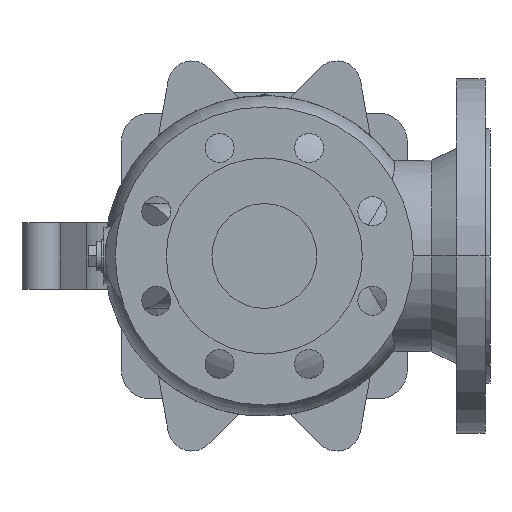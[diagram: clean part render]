
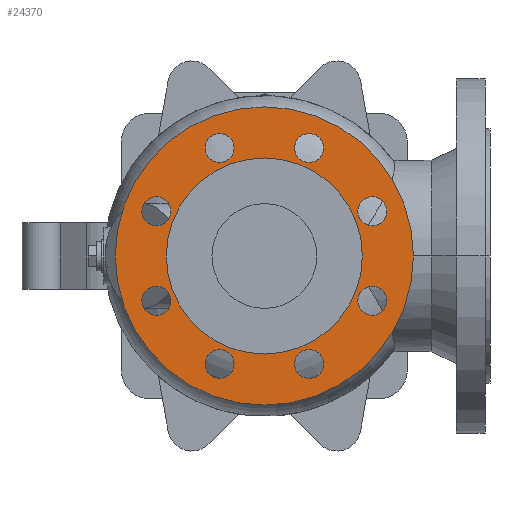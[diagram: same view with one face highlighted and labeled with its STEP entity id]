
A CAD part, front view. The second image highlights one B-rep face of the part: STEP entity #24370.
In plain terms, the highlighted planar face has unit normal (0, -1, 0).
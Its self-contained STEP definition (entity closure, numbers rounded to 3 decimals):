
#3080=CARTESIAN_POINT('',(-60.8,3.,0.))
;
#3090=VERTEX_POINT('',#3080);
#3250=CARTESIAN_POINT('',(60.8,3.,0.));
#3260=VERTEX_POINT('',#3250);
#3290=CARTESIAN_POINT('',(0.,3.,0.));
#3300=DIRECTION('',(0.,-1.,-0.));
#3310=DIRECTION('',(-1.,0.,0.));
#3320=AXIS2_PLACEMENT_3D('',#3290,#3300,#3310);
#3330=CIRCLE('',#3320,60.8);
#3340=EDGE_CURVE('',#3090,#3260,#3330,.T.);
#3480=CARTESIAN_POINT('',(92.5,3.,0.));
#3490=VERTEX_POINT('',#3480);
#3670=CARTESIAN_POINT('',(-92.5,3.,0.))
;
#3680=VERTEX_POINT('',#3670);
#3710=CARTESIAN_POINT('',(0.,3.,0.));
#3720=DIRECTION('',(0.,-1.,-0.));
#3730=DIRECTION('',(-1.,0.,0.));
#3740=AXIS2_PLACEMENT_3D('',#3710,#3720,#3730);
#3750=CIRCLE('',#3740,92.5);
#3760=EDGE_CURVE('',#3680,#3490,#3750,.T.);
#6230=CARTESIAN_POINT('',(-57.981,3.,
-27.745));
#6240=VERTEX_POINT('',#6230);
#6400=CARTESIAN_POINT('',(-75.981,3.,
-27.745));
#6410=VERTEX_POINT('',#6400);
#6440=CARTESIAN_POINT('',(-66.981,3.,
-27.745));
#6450=DIRECTION('',(0.,1.,0.));
#6460=DIRECTION('',(-1.,0.,0.));
#6470=AXIS2_PLACEMENT_3D('',#6440,#6450,#6460);
#6480=CIRCLE('',#6470,9.);
#6490=EDGE_CURVE('',#6410,#6240,#6480,.T.);
#6650=CARTESIAN_POINT('',(-57.981,3.,
27.745));
#6660=VERTEX_POINT('',#6650);
#6690=CARTESIAN_POINT('',(-66.981,3.,
27.745));
#6700=DIRECTION('',(0.,1.,0.));
#6710=DIRECTION('',(-1.,0.,0.));
#6720=AXIS2_PLACEMENT_3D('',#6690,#6700,#6710);
#6730=CIRCLE('',#6720,9.);
#6740=CARTESIAN_POINT('',(-75.981,3.,
27.745));
#6750=VERTEX_POINT('',#6740);
#6760=EDGE_CURVE('',#6660,#6750,#6730,.T.);
#7070=CARTESIAN_POINT('',(-36.745,3.,66.981));
#7080=VERTEX_POINT('',#7070);
#7240=CARTESIAN_POINT('',(-18.745,3.,
66.981));
#7250=VERTEX_POINT('',#7240);
#7280=CARTESIAN_POINT('',(-27.745,3.,
66.981));
#7290=DIRECTION('',(0.,1.,0.));
#7300=DIRECTION('',(-1.,0.,0.));
#7310=AXIS2_PLACEMENT_3D('',#7280,#7290,#7300);
#7320=CIRCLE('',#7310,9.);
#7330=EDGE_CURVE('',#7250,#7080,#7320,.T.);
#7490=CARTESIAN_POINT('',(36.745,3.,
66.981));
#7500=VERTEX_POINT('',#7490);
#7660=CARTESIAN_POINT('',(18.745,3.,
66.981));
#7670=VERTEX_POINT('',#7660);
#7700=CARTESIAN_POINT('',(27.745,3.,
66.981));
#7710=DIRECTION('',(0.,1.,0.));
#7720=DIRECTION('',(-1.,0.,0.));
#7730=AXIS2_PLACEMENT_3D('',#7700,#7710,#7720);
#7740=CIRCLE('',#7730,9.);
#7750=EDGE_CURVE('',#7670,#7500,#7740,.T.);
#7910=CARTESIAN_POINT('',(75.981,3.,
27.745));
#7920=VERTEX_POINT('',#7910);
#7950=CARTESIAN_POINT('',(66.981,3.,
27.745));
#7960=DIRECTION('',(0.,1.,0.));
#7970=DIRECTION('',(-1.,0.,0.));
#7980=AXIS2_PLACEMENT_3D('',#7950,#7960,#7970);
#7990=CIRCLE('',#7980,9.);
#8000=CARTESIAN_POINT('',(57.981,3.,
27.745));
#8010=VERTEX_POINT('',#8000);
#8020=EDGE_CURVE('',#7920,#8010,#7990,.T.);
#8330=CARTESIAN_POINT('',(57.981,3.,-27.745));
#8340=VERTEX_POINT('',#8330);
#8500=CARTESIAN_POINT('',(75.981,3.,
-27.745));
#8510=VERTEX_POINT('',#8500);
#8540=CARTESIAN_POINT('',(66.981,3.,
-27.745));
#8550=DIRECTION('',(0.,1.,0.));
#8560=DIRECTION('',(-1.,0.,0.));
#8570=AXIS2_PLACEMENT_3D('',#8540,#8550,#8560);
#8580=CIRCLE('',#8570,9.);
#8590=EDGE_CURVE('',#8510,#8340,#8580,.T.);
#8750=CARTESIAN_POINT('',(36.745,3.,
-66.981));
#8760=VERTEX_POINT('',#8750);
#8790=CARTESIAN_POINT('',(27.745,3.,
-66.981));
#8800=DIRECTION('',(0.,1.,0.));
#8810=DIRECTION('',(-1.,0.,0.));
#8820=AXIS2_PLACEMENT_3D('',#8790,#8800,#8810);
#8830=CIRCLE('',#8820,9.);
#8840=CARTESIAN_POINT('',(18.745,3.,-66.981));
#8850=VERTEX_POINT('',#8840);
#8860=EDGE_CURVE('',#8760,#8850,#8830,.T.);
#9170=CARTESIAN_POINT('',(-36.745,3.,-66.981));
#9180=VERTEX_POINT('',#9170);
#9340=CARTESIAN_POINT('',(-18.745,3.,
-66.981));
#9350=VERTEX_POINT('',#9340);
#9380=CARTESIAN_POINT('',(-27.745,3.,
-66.981));
#9390=DIRECTION('',(0.,1.,0.));
#9400=DIRECTION('',(-1.,0.,0.));
#9410=AXIS2_PLACEMENT_3D('',#9380,#9390,#9400);
#9420=CIRCLE('',#9410,9.);
#9430=EDGE_CURVE('',#9350,#9180,#9420,.T.);
#23820=CARTESIAN_POINT('',(-76.65,3.,0.)
);
#23830=DIRECTION('',(0.,-1.,-0.));
#23840=DIRECTION('',(-1.,0.,0.));
#23850=AXIS2_PLACEMENT_3D('',#23820,#23830,#23840);
#23860=PLANE('',#23850);
#23870=EDGE_CURVE('',#9180,#9350,#9420,.T.);
#23880=ORIENTED_EDGE('',*,*,#23870,.T.);
#23890=ORIENTED_EDGE('',*,*,#9430,.T.);
#23900=EDGE_LOOP('',(#23890,#23880));
#23910=FACE_BOUND('',#23900,.T.);
#23920=EDGE_CURVE('',#8850,#8760,#8830,.T.);
#23930=ORIENTED_EDGE('',*,*,#23920,.T.);
#23940=ORIENTED_EDGE('',*,*,#8860,.T.);
#23950=EDGE_LOOP('',(#23940,#23930));
#23960=FACE_BOUND('',#23950,.T.);
#23970=EDGE_CURVE('',#8340,#8510,#8580,.T.);
#23980=ORIENTED_EDGE('',*,*,#23970,.T.);
#23990=ORIENTED_EDGE('',*,*,#8590,.T.);
#24000=EDGE_LOOP('',(#23990,#23980));
#24010=FACE_BOUND('',#24000,.T.);
#24020=ORIENTED_EDGE('',*,*,#8020,.T.);
#24030=EDGE_CURVE('',#8010,#7920,#7990,.T.);
#24040=ORIENTED_EDGE('',*,*,#24030,.T.);
#24050=EDGE_LOOP('',(#24040,#24020));
#24060=FACE_BOUND('',#24050,.T.);
#24070=EDGE_CURVE('',#7500,#7670,#7740,.T.);
#24080=ORIENTED_EDGE('',*,*,#24070,.T.);
#24090=ORIENTED_EDGE('',*,*,#7750,.T.);
#24100=EDGE_LOOP('',(#24090,#24080));
#24110=FACE_BOUND('',#24100,.T.);
#24120=EDGE_CURVE('',#7080,#7250,#7320,.T.);
#24130=ORIENTED_EDGE('',*,*,#24120,.T.);
#24140=ORIENTED_EDGE('',*,*,#7330,.T.);
#24150=EDGE_LOOP('',(#24140,#24130));
#24160=FACE_BOUND('',#24150,.T.);
#24170=ORIENTED_EDGE('',*,*,#6760,.T.);
#24180=EDGE_CURVE('',#6750,#6660,#6730,.T.);
#24190=ORIENTED_EDGE('',*,*,#24180,.T.);
#24200=EDGE_LOOP('',(#24190,#24170));
#24210=FACE_BOUND('',#24200,.T.);
#24220=EDGE_CURVE('',#6240,#6410,#6480,.T.);
#24230=ORIENTED_EDGE('',*,*,#24220,.T.);
#24240=ORIENTED_EDGE('',*,*,#6490,.T.);
#24250=EDGE_LOOP('',(#24240,#24230));
#24260=FACE_BOUND('',#24250,.T.);
#24270=EDGE_CURVE('',#3260,#3090,#3330,.T.);
#24280=ORIENTED_EDGE('',*,*,#24270,.F.);
#24290=ORIENTED_EDGE('',*,*,#3340,.F.);
#24300=EDGE_LOOP('',(#24290,#24280));
#24310=FACE_BOUND('',#24300,.T.);
#24320=EDGE_CURVE('',#3490,#3680,#3750,.T.);
#24330=ORIENTED_EDGE('',*,*,#24320,.T.);
#24340=ORIENTED_EDGE('',*,*,#3760,.T.);
#24350=EDGE_LOOP('',(#24340,#24330));
#24360=FACE_OUTER_BOUND('',#24350,.T.);
#24370=ADVANCED_FACE('',(#23910,#23960,#24010,#24060,#24110,#24160,
#24210,#24260,#24310,#24360),#23860,.T.);
